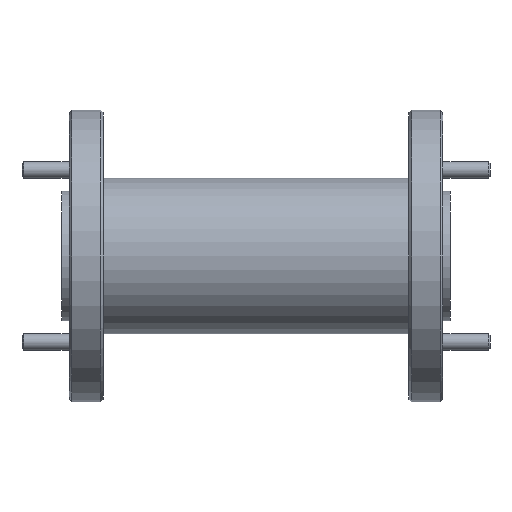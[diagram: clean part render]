
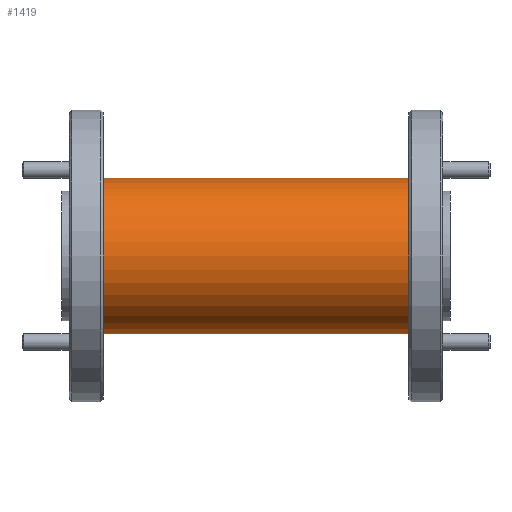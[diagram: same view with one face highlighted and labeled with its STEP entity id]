
A CAD part, front view. The second image highlights one B-rep face of the part: STEP entity #1419.
In plain terms, the highlighted cylindrical face has radius 7.62 mm (diameter 15.24 mm), a partial arc.
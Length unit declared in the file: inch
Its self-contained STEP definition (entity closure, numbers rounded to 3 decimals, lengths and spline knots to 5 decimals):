
#102 = DIRECTION ( 'NONE',  ( -1., 0., 0. ) ) ;
#152 = CARTESIAN_POINT ( 'NONE',  ( -0.84642, 0., 0. ) ) ;
#162 = DIRECTION ( 'NONE',  ( -1., 0., 0. ) ) ;
#215 = VECTOR ( 'NONE', #102, 39.37008 ) ;
#268 = FACE_OUTER_BOUND ( 'NONE', #2137, .T. ) ;
#435 = VERTEX_POINT ( 'NONE', #3530 ) ;
#648 = AXIS2_PLACEMENT_3D ( 'NONE', #152, #162, #3314 ) ;
#668 = VERTEX_POINT ( 'NONE', #3106 ) ;
#682 = LINE ( 'NONE', #1913, #3612 ) ;
#741 = AXIS2_PLACEMENT_3D ( 'NONE', #2057, #1436, #1154 ) ;
#749 = DIRECTION ( 'NONE',  ( -1., 0., 0. ) ) ;
#811 = CARTESIAN_POINT ( 'NONE',  ( 0.59, 0., 0.3 ) ) ;
#996 = LINE ( 'NONE', #1559, #215 ) ;
#1012 = DIRECTION ( 'NONE',  ( 0., 0., 1. ) ) ;
#1101 = VERTEX_POINT ( 'NONE', #3635 ) ;
#1154 = DIRECTION ( 'NONE',  ( 0., 0., 1. ) ) ;
#1157 = EDGE_CURVE ( 'NONE', #1101, #3513, #2237, .T. ) ;
#1166 = AXIS2_PLACEMENT_3D ( 'NONE', #3307, #2136, #1012 ) ;
#1419 = ADVANCED_FACE ( 'NONE', ( #268 ), #2550, .T. ) ;
#1436 = DIRECTION ( 'NONE',  ( -1., 0., 0. ) ) ;
#1559 = CARTESIAN_POINT ( 'NONE',  ( -0.84642, 0., -0.3 ) ) ;
#1761 = ORIENTED_EDGE ( 'NONE', *, *, #1835, .T. ) ;
#1835 = EDGE_CURVE ( 'NONE', #3513, #668, #682, .T. ) ;
#1913 = CARTESIAN_POINT ( 'NONE',  ( -0.84642, 0., 0.3 ) ) ;
#2057 = CARTESIAN_POINT ( 'NONE',  ( 0.59, 0., 0. ) ) ;
#2136 = DIRECTION ( 'NONE',  ( -1., 0., 0. ) ) ;
#2137 = EDGE_LOOP ( 'NONE', ( #2386, #2765, #1761, #2279 ) ) ;
#2237 = CIRCLE ( 'NONE', #741, 0.3 ) ;
#2279 = ORIENTED_EDGE ( 'NONE', *, *, #2930, .F. ) ;
#2386 = ORIENTED_EDGE ( 'NONE', *, *, #2988, .F. ) ;
#2550 = CYLINDRICAL_SURFACE ( 'NONE', #648, 0.3 ) ;
#2765 = ORIENTED_EDGE ( 'NONE', *, *, #1157, .T. ) ;
#2930 = EDGE_CURVE ( 'NONE', #435, #668, #3060, .T. ) ;
#2988 = EDGE_CURVE ( 'NONE', #1101, #435, #996, .T. ) ;
#3060 = CIRCLE ( 'NONE', #1166, 0.3 ) ;
#3106 = CARTESIAN_POINT ( 'NONE',  ( -0.59, 0., 0.3 ) ) ;
#3307 = CARTESIAN_POINT ( 'NONE',  ( -0.59, 0., 0. ) ) ;
#3314 = DIRECTION ( 'NONE',  ( 0., 0., 1. ) ) ;
#3513 = VERTEX_POINT ( 'NONE', #811 ) ;
#3530 = CARTESIAN_POINT ( 'NONE',  ( -0.59, 0., -0.3 ) ) ;
#3612 = VECTOR ( 'NONE', #749, 39.37008 ) ;
#3635 = CARTESIAN_POINT ( 'NONE',  ( 0.59, 0., -0.3 ) ) ;
